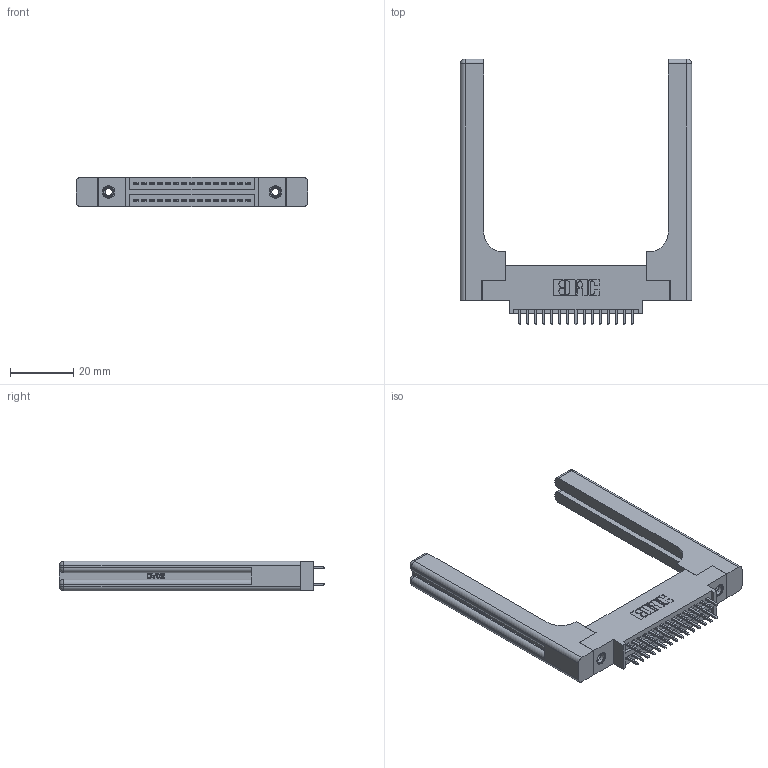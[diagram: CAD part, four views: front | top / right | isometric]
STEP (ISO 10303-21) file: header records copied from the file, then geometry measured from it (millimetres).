
FILE_DESCRIPTION (( 'STEP AP203' ), '1' );
FILE_NAME ('395-030-521-858.STEP', '2019-10-17T13:58:01', ( '' ), ( '' ), 'SwSTEP 2.0', 'SolidWorks 2016', '' );
FILE_SCHEMA (( 'CONFIG_CONTROL_DESIGN' ));
Length unit declared in the file: inch
Products named in the file (5): 345-292-001_345-293-121; 345-250-001_345-250-001-102; 345-220-058_345-220-058; 395-030-521-858; 345 Part_0.170 Offset - 0.156 Dia-TH
Assembly tree (35 placements, depth 2):
  395-030-521-858
    345 Part_0.170 Offset - 0.156 Dia-TH
    345-292-001_345-293-121  x30
    345-250-001_345-250-001-102  x2
    345-220-058_345-220-058  x2
Bounding box: 73.13 x 84 x 9.4 mm (x, y, z)
Volume: 15202.5 mm3; surface area: 14543.8 mm2
Topology: 35 solids, 35 shells, 1886 faces, 5489 edges, 3598 vertices
Faces by surface type: plane 1222, cylinder 604, bspline 36, cone 12, sphere 8, torus 4
Entity records: 20736 total; most frequent: CARTESIAN_POINT 4497, ORIENTED_EDGE 3228, DIRECTION 2930, EDGE_CURVE 1614, LINE 1330, VECTOR 1330, VERTEX_POINT 1066, AXIS2_PLACEMENT_3D 800
